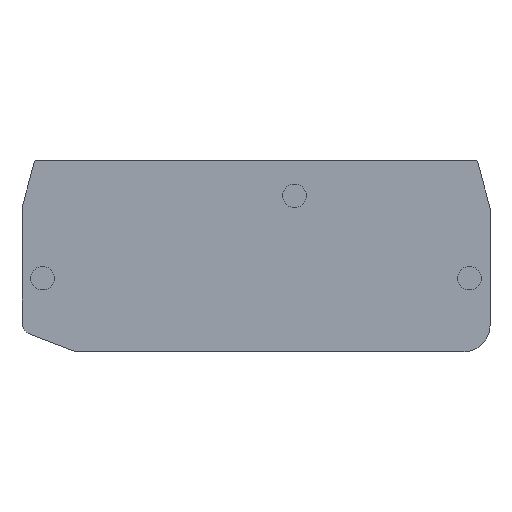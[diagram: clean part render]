
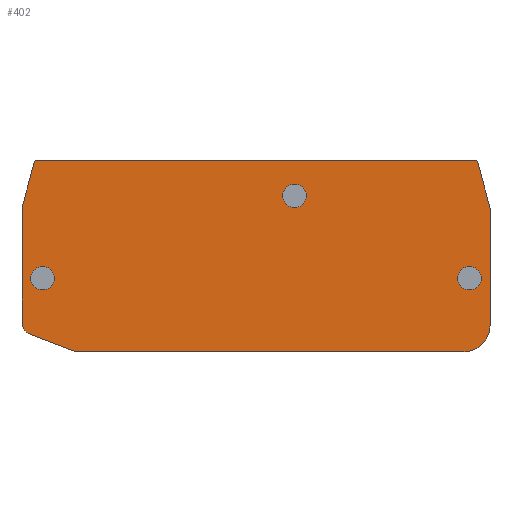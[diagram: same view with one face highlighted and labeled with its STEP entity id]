
A CAD part, top view. The second image highlights one B-rep face of the part: STEP entity #402.
In plain terms, the highlighted planar face has unit normal (0, 0, 1).
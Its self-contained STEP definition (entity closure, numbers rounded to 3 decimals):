
#1=CARTESIAN_POINT('',(32.498,-3.554,0.));
#2=DIRECTION('',(0.,0.,1.));
#3=DIRECTION('',(1.,0.,0.));
#4=AXIS2_PLACEMENT_3D('',#1,#2,#3);
#6=CARTESIAN_POINT('',(32.498,-3.554,0.));
#7=DIRECTION('',(0.,0.,1.));
#8=DIRECTION('',(-1.,0.,0.));
#9=AXIS2_PLACEMENT_3D('',#6,#7,#8);
#11=DIRECTION('',(-0.259,-0.966,0.));
#12=VECTOR('',#11,7.124);
#13=CARTESIAN_POINT('',(-34.191,14.175,0.));
#14=LINE('',#13,#12);
#15=CARTESIAN_POINT('',(-33.708,14.046,0.));
#16=DIRECTION('',(0.,0.,1.));
#17=DIRECTION('',(0.,1.,0.));
#18=AXIS2_PLACEMENT_3D('',#15,#16,#17);
#20=CARTESIAN_POINT('',(33.305,14.046,0.));
#21=DIRECTION('',(0.,0.,1.));
#22=DIRECTION('',(0.966,0.259,0.));
#23=AXIS2_PLACEMENT_3D('',#20,#21,#22);
#25=DIRECTION('',(-0.259,0.966,0.));
#26=VECTOR('',#25,7.124);
#27=CARTESIAN_POINT('',(35.631,7.294,0.));
#28=LINE('',#27,#26);
#29=CARTESIAN_POINT('',(35.148,7.164,0.));
#30=DIRECTION('',(0.,0.,1.));
#31=DIRECTION('',(1.,0.,0.));
#32=AXIS2_PLACEMENT_3D('',#29,#30,#31);
#34=CARTESIAN_POINT('',(31.648,-10.854,0.));
#35=DIRECTION('',(0.,0.,1.));
#36=DIRECTION('',(0.,-1.,0.));
#37=AXIS2_PLACEMENT_3D('',#34,#35,#36);
#39=CARTESIAN_POINT('',(-27.847,-14.821,0.));
#40=CARTESIAN_POINT('',(-27.828,-14.829,0.));
#41=CARTESIAN_POINT('',(-27.789,-14.841,0.));
#42=CARTESIAN_POINT('',(-27.727,-14.852,0.));
#43=CARTESIAN_POINT('',(-27.688,-14.854,0.));
#44=CARTESIAN_POINT('',(-27.667,-14.854,0.));
#46=DIRECTION('',(0.934,-0.358,0.));
#47=VECTOR('',#46,7.413);
#48=CARTESIAN_POINT('',(-34.768,-12.166,0.));
#49=LINE('',#48,#47);
#50=CARTESIAN_POINT('',(-34.052,-10.299,0.));
#51=DIRECTION('',(0.,0.,1.));
#52=DIRECTION('',(-1.,0.,0.));
#53=AXIS2_PLACEMENT_3D('',#50,#51,#52);
#55=CARTESIAN_POINT('',(-35.552,7.164,0.));
#56=DIRECTION('',(0.,0.,1.));
#57=DIRECTION('',(-0.966,0.259,0.));
#58=AXIS2_PLACEMENT_3D('',#55,#56,#57);
#60=CARTESIAN_POINT('',(-32.902,-3.554,0.));
#61=DIRECTION('',(0.,0.,1.));
#62=DIRECTION('',(1.,0.,0.));
#63=AXIS2_PLACEMENT_3D('',#60,#61,#62);
#65=CARTESIAN_POINT('',(-32.902,-3.554,0.));
#66=DIRECTION('',(0.,0.,1.));
#67=DIRECTION('',(-1.,0.,0.));
#68=AXIS2_PLACEMENT_3D('',#65,#66,#67);
#116=CARTESIAN_POINT('',(5.698,9.046,0.));
#117=DIRECTION('',(0.,0.,-1.));
#118=DIRECTION('',(-1.,0.,0.));
#119=AXIS2_PLACEMENT_3D('',#116,#117,#118);
#121=CARTESIAN_POINT('',(5.698,9.046,0.));
#122=DIRECTION('',(0.,0.,-1.));
#123=DIRECTION('',(1.,0.,0.));
#124=AXIS2_PLACEMENT_3D('',#121,#122,#123);
#142=DIRECTION('',(1.,0.,0.));
#143=VECTOR('',#142,67.012);
#144=CARTESIAN_POINT('',(-33.708,14.546,0.));
#145=LINE('',#144,#143);
#162=DIRECTION('',(0.,-1.,0.));
#163=VECTOR('',#162,18.019);
#164=CARTESIAN_POINT('',(35.648,7.164,0.));
#165=LINE('',#164,#163);
#174=DIRECTION('',(-1.,0.,0.));
#175=VECTOR('',#174,59.316);
#176=CARTESIAN_POINT('',(31.648,-14.854,0.));
#177=LINE('',#176,#175);
#194=DIRECTION('',(0.,1.,0.));
#195=VECTOR('',#194,17.463);
#196=CARTESIAN_POINT('',(-36.052,-10.299,0.));
#197=LINE('',#196,#195);
#272=CARTESIAN_POINT('',(-34.768,-12.166,0.));
#274=VERTEX_POINT('',#272);
#277=CARTESIAN_POINT('',(-27.847,-14.821,0.));
#278=VERTEX_POINT('',#277);
#279=CARTESIAN_POINT('',(-36.052,-10.299,0.));
#281=VERTEX_POINT('',#279);
#283=CARTESIAN_POINT('',(-34.191,14.175,0.));
#284=CARTESIAN_POINT('',(-36.034,7.294,0.));
#285=VERTEX_POINT('',#283);
#286=VERTEX_POINT('',#284);
#287=CARTESIAN_POINT('',(-36.052,7.164,0.));
#288=VERTEX_POINT('',#287);
#289=VERTEX_POINT('',#44);
#290=CARTESIAN_POINT('',(31.648,-14.854,0.));
#291=VERTEX_POINT('',#290);
#292=CARTESIAN_POINT('',(35.648,-10.854,0.));
#293=VERTEX_POINT('',#292);
#294=CARTESIAN_POINT('',(35.648,7.164,0.));
#295=VERTEX_POINT('',#294);
#296=CARTESIAN_POINT('',(35.631,7.294,0.));
#297=VERTEX_POINT('',#296);
#298=CARTESIAN_POINT('',(33.788,14.175,0.));
#299=VERTEX_POINT('',#298);
#300=CARTESIAN_POINT('',(33.305,14.546,0.));
#301=VERTEX_POINT('',#300);
#302=CARTESIAN_POINT('',(-33.708,14.546,0.));
#303=VERTEX_POINT('',#302);
#337=CARTESIAN_POINT('',(34.298,-3.554,0.));
#338=VERTEX_POINT('',#337);
#339=CARTESIAN_POINT('',(30.698,-3.554,0.));
#340=VERTEX_POINT('',#339);
#341=CARTESIAN_POINT('',(-31.102,-3.554,0.));
#342=VERTEX_POINT('',#341);
#343=CARTESIAN_POINT('',(-34.702,-3.554,0.));
#344=VERTEX_POINT('',#343);
#345=CARTESIAN_POINT('',(3.898,9.046,0.));
#346=CARTESIAN_POINT('',(7.498,9.046,0.));
#347=VERTEX_POINT('',#345);
#348=VERTEX_POINT('',#346);
#349=CARTESIAN_POINT('',(0.,0.,0.));
#350=DIRECTION('',(0.,0.,1.));
#351=DIRECTION('',(1.,0.,0.));
#352=AXIS2_PLACEMENT_3D('',#349,#350,#351);
#353=PLANE('',#352);
#355=ORIENTED_EDGE('',*,*,#354,.F.);
#357=ORIENTED_EDGE('',*,*,#356,.F.);
#359=ORIENTED_EDGE('',*,*,#358,.T.);
#361=ORIENTED_EDGE('',*,*,#360,.F.);
#363=ORIENTED_EDGE('',*,*,#362,.F.);
#365=ORIENTED_EDGE('',*,*,#364,.F.);
#367=ORIENTED_EDGE('',*,*,#366,.T.);
#369=ORIENTED_EDGE('',*,*,#368,.F.);
#371=ORIENTED_EDGE('',*,*,#370,.T.);
#373=ORIENTED_EDGE('',*,*,#372,.F.);
#375=ORIENTED_EDGE('',*,*,#374,.F.);
#377=ORIENTED_EDGE('',*,*,#376,.F.);
#379=ORIENTED_EDGE('',*,*,#378,.T.);
#381=ORIENTED_EDGE('',*,*,#380,.F.);
#382=EDGE_LOOP('',(#355,#357,#359,#361,#363,#365,#367,#369,#371,#373,#375,#377,
#379,#381));
#383=FACE_OUTER_BOUND('',#382,.F.);
#385=ORIENTED_EDGE('',*,*,#384,.T.);
#387=ORIENTED_EDGE('',*,*,#386,.T.);
#388=EDGE_LOOP('',(#385,#387));
#389=FACE_BOUND('',#388,.F.);
#391=ORIENTED_EDGE('',*,*,#390,.F.);
#393=ORIENTED_EDGE('',*,*,#392,.F.);
#394=EDGE_LOOP('',(#391,#393));
#395=FACE_BOUND('',#394,.F.);
#397=ORIENTED_EDGE('',*,*,#396,.T.);
#399=ORIENTED_EDGE('',*,*,#398,.T.);
#400=EDGE_LOOP('',(#397,#399));
#401=FACE_BOUND('',#400,.F.);
#5=CIRCLE('',#4,1.8);
#10=CIRCLE('',#9,1.8);
#19=CIRCLE('',#18,0.5);
#24=CIRCLE('',#23,0.5);
#33=CIRCLE('',#32,0.5);
#38=CIRCLE('',#37,4.);
#45=B_SPLINE_CURVE_WITH_KNOTS('',3,(#39,#40,#41,#42,#43,#44),.UNSPECIFIED.,.F.,
.F.,(4,1,1,4),(0.,0.333,0.667,1.),.UNSPECIFIED.);
#54=CIRCLE('',#53,2.);
#59=CIRCLE('',#58,0.5);
#64=CIRCLE('',#63,1.8);
#69=CIRCLE('',#68,1.8);
#120=CIRCLE('',#119,1.8);
#125=CIRCLE('',#124,1.8);
#354=EDGE_CURVE('',#285,#286,#14,.T.);
#356=EDGE_CURVE('',#303,#285,#19,.T.);
#358=EDGE_CURVE('',#303,#301,#145,.T.);
#360=EDGE_CURVE('',#299,#301,#24,.T.);
#362=EDGE_CURVE('',#297,#299,#28,.T.);
#364=EDGE_CURVE('',#295,#297,#33,.T.);
#366=EDGE_CURVE('',#295,#293,#165,.T.);
#368=EDGE_CURVE('',#291,#293,#38,.T.);
#370=EDGE_CURVE('',#291,#289,#177,.T.);
#372=EDGE_CURVE('',#278,#289,#45,.T.);
#374=EDGE_CURVE('',#274,#278,#49,.T.);
#376=EDGE_CURVE('',#281,#274,#54,.T.);
#378=EDGE_CURVE('',#281,#288,#197,.T.);
#380=EDGE_CURVE('',#286,#288,#59,.T.);
#384=EDGE_CURVE('',#338,#340,#5,.T.);
#386=EDGE_CURVE('',#340,#338,#10,.T.);
#390=EDGE_CURVE('',#347,#348,#120,.T.);
#392=EDGE_CURVE('',#348,#347,#125,.T.);
#396=EDGE_CURVE('',#342,#344,#64,.T.);
#398=EDGE_CURVE('',#344,#342,#69,.T.);
#402=ADVANCED_FACE('',(#383,#389,#395,#401),#353,.T.);
